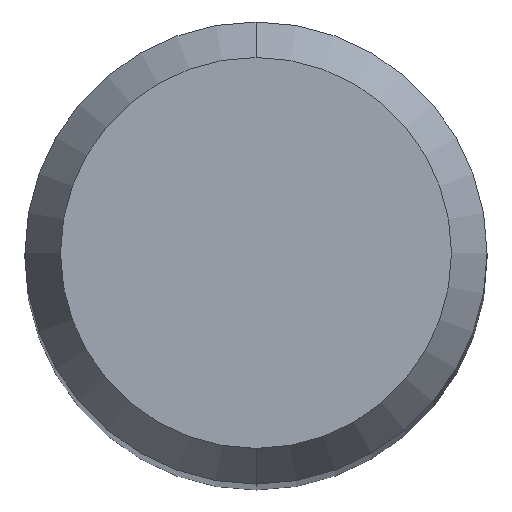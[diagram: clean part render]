
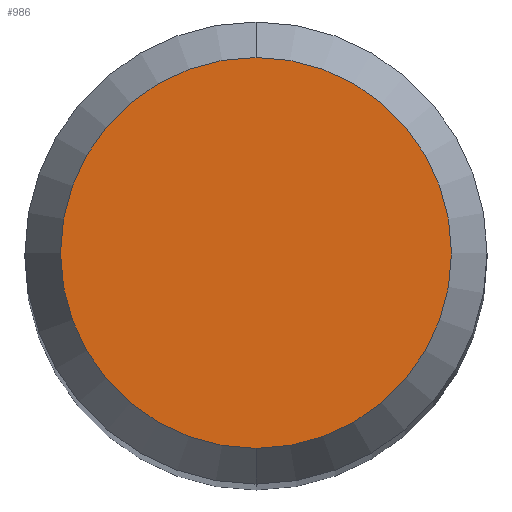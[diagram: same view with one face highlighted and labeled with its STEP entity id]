
A CAD part, top view. The second image highlights one B-rep face of the part: STEP entity #986.
In plain terms, the highlighted planar face has unit normal (0, 0, 1).
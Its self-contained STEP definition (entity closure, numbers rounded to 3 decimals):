
#696=VERTEX_POINT('',#1993);
#986=ADVANCED_FACE('',(#2309),#2310,.T.);
#1092=EDGE_CURVE('',#1192,#696,#2426,.T.);
#1192=VERTEX_POINT('',#2535);
#1590=EDGE_CURVE('',#696,#1192,#2964,.T.);
#1993=CARTESIAN_POINT('',(0.,-2.538,0.0));
#2309=FACE_OUTER_BOUND('',#5567,.T.);
#2310=PLANE('',#5568);
#2426=CIRCLE('',#6278,2.538);
#2535=CARTESIAN_POINT('',(0.0,2.538,0.0));
#2964=CIRCLE('',#11705,2.538);
#5567=EDGE_LOOP('',(#16254,#16255));
#5568=AXIS2_PLACEMENT_3D('',#16256,#16257,#16258);
#6278=AXIS2_PLACEMENT_3D('',#16375,#16376,#16377);
#11705=AXIS2_PLACEMENT_3D('',#16925,#16926,#16927);
#16254=ORIENTED_EDGE('',*,*,#1092,.F.);
#16255=ORIENTED_EDGE('',*,*,#1590,.F.);
#16256=CARTESIAN_POINT('',(0.0,1.269,0.0));
#16257=DIRECTION('',(-0.0,0.0,1.0));
#16258=DIRECTION('',(0.0,-1.0,0.0));
#16375=CARTESIAN_POINT('',(0.0,0.0,0.0));
#16376=DIRECTION('',(0.0,0.0,-1.0));
#16377=DIRECTION('',(0.0,1.0,0.0));
#16925=CARTESIAN_POINT('',(0.0,0.0,0.0));
#16926=DIRECTION('',(0.0,0.0,-1.0));
#16927=DIRECTION('',(0.0,1.0,0.0));
